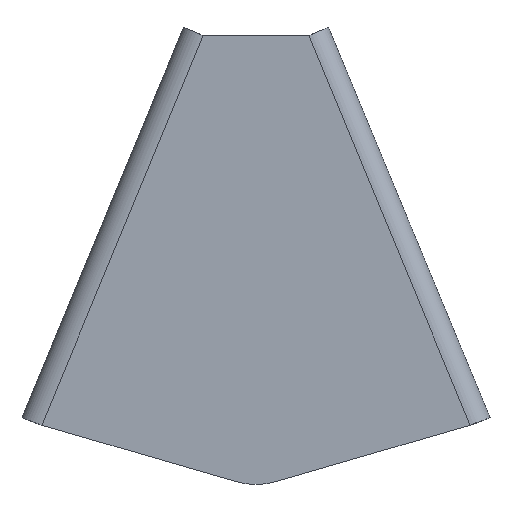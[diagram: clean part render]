
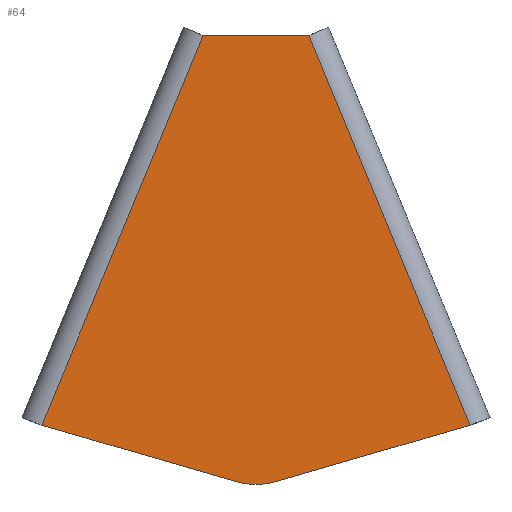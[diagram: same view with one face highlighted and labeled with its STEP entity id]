
A CAD part, front view. The second image highlights one B-rep face of the part: STEP entity #64.
In plain terms, the highlighted planar face has unit normal (0, -1, 0).
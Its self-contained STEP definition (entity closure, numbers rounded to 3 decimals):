
#56 = ORIENTED_EDGE ( 'NONE', *, *, #1317, .T. ) ;
#64 = ADVANCED_FACE ( 'NONE', ( #497 ), #119, .F. ) ;
#108 = VECTOR ( 'NONE', #248, 1000. ) ;
#119 = PLANE ( 'NONE',  #848 ) ;
#132 = CARTESIAN_POINT ( 'NONE',  ( 0., 13., -149.171 ) ) ;
#241 = VERTEX_POINT ( 'NONE', #1220 ) ;
#245 = CARTESIAN_POINT ( 'NONE',  ( 15., 13., 0. ) ) ;
#248 = DIRECTION ( 'NONE',  ( -0.96, 0., 0.279 ) ) ;
#250 = LINE ( 'NONE', #307, #927 ) ;
#292 = VERTEX_POINT ( 'NONE', #245 ) ;
#307 = CARTESIAN_POINT ( 'NONE',  ( -65.543, 13., -122.022 ) ) ;
#325 = VERTEX_POINT ( 'NONE', #1097 ) ;
#329 = EDGE_CURVE ( 'NONE', #730, #292, #370, .T. ) ;
#337 = VECTOR ( 'NONE', #1130, 1000. ) ;
#342 = ORIENTED_EDGE ( 'NONE', *, *, #1376, .F. ) ;
#349 = CARTESIAN_POINT ( 'NONE',  ( -66.626, 13., -108.956 ) ) ;
#351 = LINE ( 'NONE', #1267, #576 ) ;
#370 = LINE ( 'NONE', #593, #337 ) ;
#398 = ORIENTED_EDGE ( 'NONE', *, *, #808, .T. ) ;
#433 = CARTESIAN_POINT ( 'NONE',  ( 60.83, 13., -110.643 ) ) ;
#454 = LINE ( 'NONE', #977, #528 ) ;
#497 = FACE_OUTER_BOUND ( 'NONE', #500, .T. ) ;
#500 = EDGE_LOOP ( 'NONE', ( #342, #56, #561, #1380, #832, #398 ) ) ;
#523 = DIRECTION ( 'NONE',  ( -0.383, 0., 0.924 ) ) ;
#528 = VECTOR ( 'NONE', #794, 1000. ) ;
#561 = ORIENTED_EDGE ( 'NONE', *, *, #1321, .F. ) ;
#572 = CARTESIAN_POINT ( 'NONE',  ( 0., 13., -107.512 ) ) ;
#576 = VECTOR ( 'NONE', #523, 1000. ) ;
#593 = CARTESIAN_POINT ( 'NONE',  ( -15., 13., 0. ) ) ;
#644 = EDGE_CURVE ( 'NONE', #1261, #292, #351, .T. ) ;
#730 = VERTEX_POINT ( 'NONE', #743 ) ;
#743 = CARTESIAN_POINT ( 'NONE',  ( -15., 13., 0. ) ) ;
#794 = DIRECTION ( 'NONE',  ( -0.96, 0., -0.279 ) ) ;
#808 = EDGE_CURVE ( 'NONE', #730, #1003, #250, .T. ) ;
#832 = ORIENTED_EDGE ( 'NONE', *, *, #329, .F. ) ;
#848 = AXIS2_PLACEMENT_3D ( 'NONE', #132, #860, #1062 ) ;
#860 = DIRECTION ( 'NONE',  ( 0., 1., 0. ) ) ;
#896 = CARTESIAN_POINT ( 'NONE',  ( -60.83, 13., -110.643 ) ) ;
#905 = DIRECTION ( 'NONE',  ( 0., 0., 1. ) ) ;
#927 = VECTOR ( 'NONE', #1039, 1000. ) ;
#977 = CARTESIAN_POINT ( 'NONE',  ( 66.626, 13., -108.956 ) ) ;
#1003 = VERTEX_POINT ( 'NONE', #896 ) ;
#1039 = DIRECTION ( 'NONE',  ( -0.383, 0., -0.924 ) ) ;
#1043 = LINE ( 'NONE', #349, #108 ) ;
#1062 = DIRECTION ( 'NONE',  ( 0., 0., 1. ) ) ;
#1097 = CARTESIAN_POINT ( 'NONE',  ( -5.587, 13., -126.716 ) ) ;
#1130 = DIRECTION ( 'NONE',  ( 1., 0., 0. ) ) ;
#1172 = CIRCLE ( 'NONE', #1290, 20. ) ;
#1219 = DIRECTION ( 'NONE',  ( 0., -1., 0. ) ) ;
#1220 = CARTESIAN_POINT ( 'NONE',  ( 5.587, 13., -126.716 ) ) ;
#1261 = VERTEX_POINT ( 'NONE', #433 ) ;
#1267 = CARTESIAN_POINT ( 'NONE',  ( 65.543, 13., -122.022 ) ) ;
#1290 = AXIS2_PLACEMENT_3D ( 'NONE', #572, #1219, #905 ) ;
#1317 = EDGE_CURVE ( 'NONE', #325, #241, #1172, .T. ) ;
#1321 = EDGE_CURVE ( 'NONE', #1261, #241, #454, .T. ) ;
#1376 = EDGE_CURVE ( 'NONE', #325, #1003, #1043, .T. ) ;
#1380 = ORIENTED_EDGE ( 'NONE', *, *, #644, .T. ) ;
